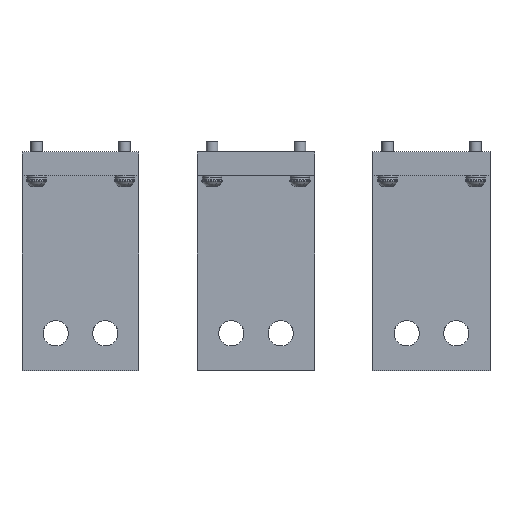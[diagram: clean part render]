
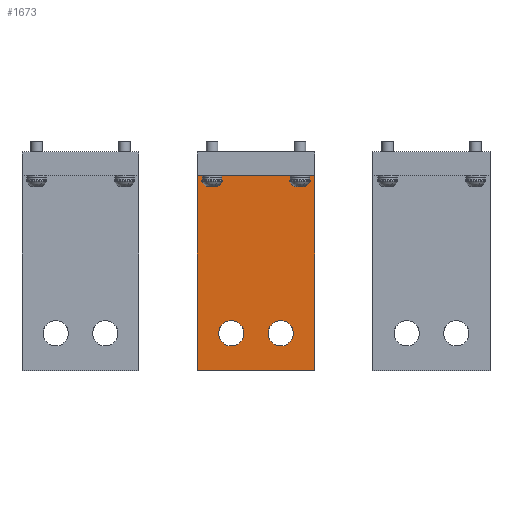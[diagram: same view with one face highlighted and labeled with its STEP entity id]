
A CAD part, top view. The second image highlights one B-rep face of the part: STEP entity #1673.
In plain terms, the highlighted planar face has unit normal (0, 0, 1).
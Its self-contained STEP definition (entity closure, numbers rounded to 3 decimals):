
#1527=AXIS2_PLACEMENT_3D('Circle Axis2P3D',#1525,#1526,$) ;
#1562=AXIS2_PLACEMENT_3D('Circle Axis2P3D',#1560,#1561,$) ;
#1584=AXIS2_PLACEMENT_3D('Circle Axis2P3D',#1582,#1583,$) ;
#1619=AXIS2_PLACEMENT_3D('Circle Axis2P3D',#1617,#1618,$) ;
#1657=AXIS2_PLACEMENT_3D('Plane Axis2P3D',#1654,#1655,#1656) ;
#1407=CARTESIAN_POINT('Vertex',(-30.,-367.,252.775)) ;
#1421=CARTESIAN_POINT('Vertex',(-30.,-472.,252.775)) ;
#1424=CARTESIAN_POINT('Line Origine',(-30.,-419.5,252.775)) ;
#1452=CARTESIAN_POINT('Vertex',(30.,-472.,252.775)) ;
#1455=CARTESIAN_POINT('Line Origine',(0.,-472.,252.775)) ;
#1483=CARTESIAN_POINT('Vertex',(30.,-367.,252.775)) ;
#1486=CARTESIAN_POINT('Line Origine',(30.,-419.5,252.775)) ;
#1508=CARTESIAN_POINT('Line Origine',(0.,-367.,252.775)) ;
#1525=CARTESIAN_POINT('Axis2P3D Location',(12.7,-452.95,252.775)) ;
#1529=CARTESIAN_POINT('Vertex',(12.7,-446.45,252.775)) ;
#1531=CARTESIAN_POINT('Vertex',(12.7,-459.45,252.775)) ;
#1560=CARTESIAN_POINT('Axis2P3D Location',(12.7,-452.95,252.775)) ;
#1582=CARTESIAN_POINT('Axis2P3D Location',(-12.7,-452.95,252.775)) ;
#1586=CARTESIAN_POINT('Vertex',(-12.7,-446.45,252.775)) ;
#1588=CARTESIAN_POINT('Vertex',(-12.7,-459.45,252.775)) ;
#1617=CARTESIAN_POINT('Axis2P3D Location',(-12.7,-452.95,252.775)) ;
#1654=CARTESIAN_POINT('Axis2P3D Location',(-30.,-367.,252.775)) ;
#1425=DIRECTION('Vector Direction',(0.,-1.,0.)) ;
#1456=DIRECTION('Vector Direction',(1.,0.,0.)) ;
#1487=DIRECTION('Vector Direction',(0.,1.,0.)) ;
#1509=DIRECTION('Vector Direction',(-1.,0.,0.)) ;
#1526=DIRECTION('Axis2P3D Direction',(0.,0.,1.)) ;
#1561=DIRECTION('Axis2P3D Direction',(0.,0.,1.)) ;
#1583=DIRECTION('Axis2P3D Direction',(0.,0.,1.)) ;
#1618=DIRECTION('Axis2P3D Direction',(0.,0.,1.)) ;
#1655=DIRECTION('Axis2P3D Direction',(0.,0.,1.)) ;
#1656=DIRECTION('Axis2P3D XDirection',(0.,-1.,0.)) ;
#1426=VECTOR('Line Direction',#1425,1.) ;
#1457=VECTOR('Line Direction',#1456,1.) ;
#1488=VECTOR('Line Direction',#1487,1.) ;
#1510=VECTOR('Line Direction',#1509,1.) ;
#1660=ORIENTED_EDGE('',*,*,#1428,.T.) ;
#1661=ORIENTED_EDGE('',*,*,#1459,.T.) ;
#1662=ORIENTED_EDGE('',*,*,#1490,.T.) ;
#1663=ORIENTED_EDGE('',*,*,#1512,.T.) ;
#1666=ORIENTED_EDGE('',*,*,#1533,.F.) ;
#1667=ORIENTED_EDGE('',*,*,#1564,.F.) ;
#1670=ORIENTED_EDGE('',*,*,#1590,.F.) ;
#1671=ORIENTED_EDGE('',*,*,#1621,.F.) ;
#1668=FACE_BOUND('',#1665,.T.) ;
#1672=FACE_BOUND('',#1669,.T.) ;
#1673=ADVANCED_FACE('RB0346001_1PA_001_00_N1_2500_FP_TERMINAL.1\\RB7380001_1PA_001_00_PLATE.3\\PartBody',(#1664,#1668,#1672),#1658,.T.) ;
#1528=CIRCLE('generated circle',#1527,6.5) ;
#1563=CIRCLE('generated circle',#1562,6.5) ;
#1585=CIRCLE('generated circle',#1584,6.5) ;
#1620=CIRCLE('generated circle',#1619,6.5) ;
#1428=EDGE_CURVE('',#1408,#1422,#1427,.T.) ;
#1459=EDGE_CURVE('',#1422,#1453,#1458,.T.) ;
#1490=EDGE_CURVE('',#1453,#1484,#1489,.T.) ;
#1512=EDGE_CURVE('',#1484,#1408,#1511,.T.) ;
#1533=EDGE_CURVE('',#1530,#1532,#1528,.T.) ;
#1564=EDGE_CURVE('',#1532,#1530,#1563,.T.) ;
#1590=EDGE_CURVE('',#1587,#1589,#1585,.T.) ;
#1621=EDGE_CURVE('',#1589,#1587,#1620,.T.) ;
#1659=EDGE_LOOP('',(#1660,#1661,#1662,#1663)) ;
#1665=EDGE_LOOP('',(#1666,#1667)) ;
#1669=EDGE_LOOP('',(#1670,#1671)) ;
#1664=FACE_OUTER_BOUND('',#1659,.T.) ;
#1427=LINE('Line',#1424,#1426) ;
#1458=LINE('Line',#1455,#1457) ;
#1489=LINE('Line',#1486,#1488) ;
#1511=LINE('Line',#1508,#1510) ;
#1658=PLANE('',#1657) ;
#1408=VERTEX_POINT('',#1407) ;
#1422=VERTEX_POINT('',#1421) ;
#1453=VERTEX_POINT('',#1452) ;
#1484=VERTEX_POINT('',#1483) ;
#1530=VERTEX_POINT('',#1529) ;
#1532=VERTEX_POINT('',#1531) ;
#1587=VERTEX_POINT('',#1586) ;
#1589=VERTEX_POINT('',#1588) ;
